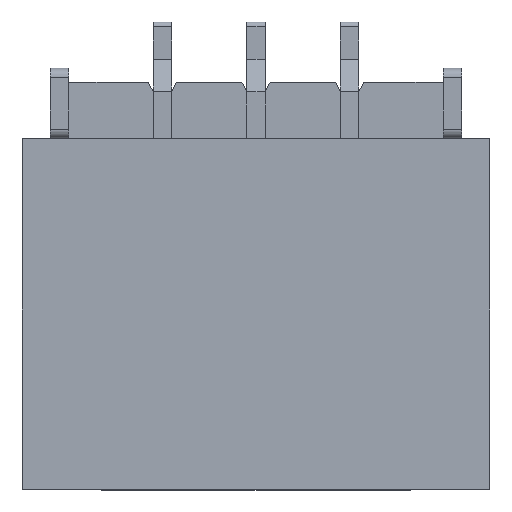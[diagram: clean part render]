
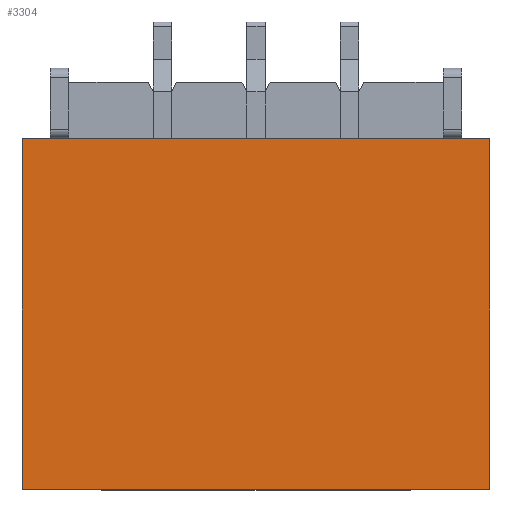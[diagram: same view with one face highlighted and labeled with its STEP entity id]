
A CAD part, top view. The second image highlights one B-rep face of the part: STEP entity #3304.
In plain terms, the highlighted planar face has unit normal (0, 0, 1).
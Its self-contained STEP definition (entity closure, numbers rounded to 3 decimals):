
#309=LINE('',#5100,#715);
#314=LINE('',#5110,#720);
#315=LINE('',#5112,#721);
#316=LINE('',#5114,#722);
#715=VECTOR('',#4122,1000.);
#720=VECTOR('',#4129,1000.);
#721=VECTOR('',#4132,1000.);
#722=VECTOR('',#4133,1000.);
#1277=ORIENTED_EDGE('',*,*,#2133,.T.);
#1278=ORIENTED_EDGE('',*,*,#2134,.F.);
#1279=ORIENTED_EDGE('',*,*,#2127,.F.);
#1280=ORIENTED_EDGE('',*,*,#2132,.T.);
#2127=EDGE_CURVE('',#2542,#2543,#309,.T.);
#2132=EDGE_CURVE('',#2542,#2546,#314,.T.);
#2133=EDGE_CURVE('',#2546,#2547,#315,.T.);
#2134=EDGE_CURVE('',#2543,#2547,#316,.T.);
#2542=VERTEX_POINT('',#5099);
#2543=VERTEX_POINT('',#5101);
#2546=VERTEX_POINT('',#5109);
#2547=VERTEX_POINT('',#5113);
#2848=EDGE_LOOP('',(#1277,#1278,#1279,#1280));
#3018=FACE_BOUND('',#2848,.T.);
#3164=PLANE('',#3539);
#3304=ADVANCED_FACE('',(#3018),#3164,.T.);
#3539=AXIS2_PLACEMENT_3D('',#5111,#4130,#4131);
#4122=DIRECTION('',(-1.,0.,0.));
#4129=DIRECTION('',(0.,1.,0.));
#4130=DIRECTION('',(0.,0.,1.));
#4131=DIRECTION('',(0.,-1.,0.));
#4132=DIRECTION('',(-1.,0.,0.));
#4133=DIRECTION('',(0.,1.,0.));
#5099=CARTESIAN_POINT('',(2.5,-2.175,1.5));
#5100=CARTESIAN_POINT('',(2.5,-2.175,1.5));
#5101=CARTESIAN_POINT('',(-2.5,-2.175,1.5));
#5109=CARTESIAN_POINT('',(2.5,1.575,1.5));
#5110=CARTESIAN_POINT('',(2.5,-2.175,1.5));
#5111=CARTESIAN_POINT('',(2.5,-2.175,1.5));
#5112=CARTESIAN_POINT('',(-2.5,1.575,1.5));
#5113=CARTESIAN_POINT('',(-2.5,1.575,1.5));
#5114=CARTESIAN_POINT('',(-2.5,-2.175,1.5));
